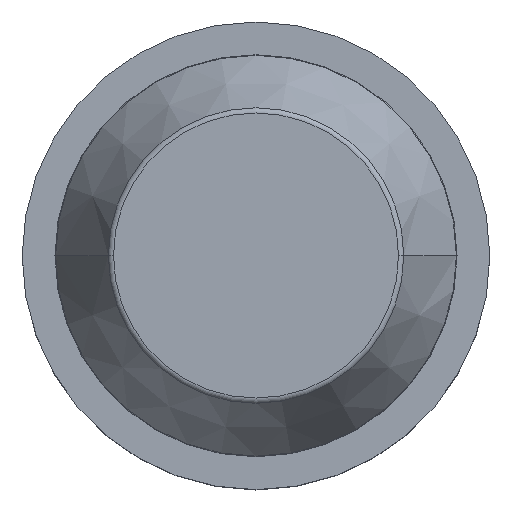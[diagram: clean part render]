
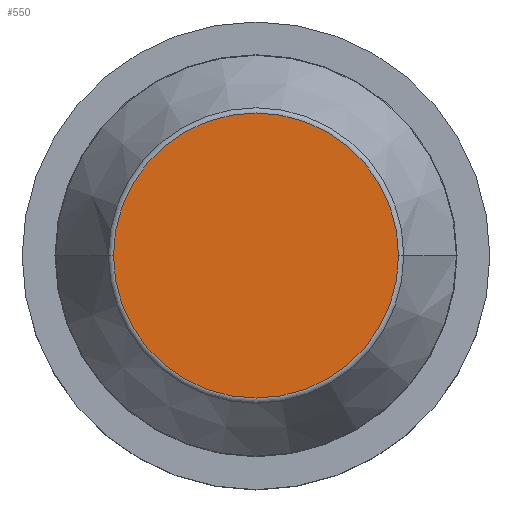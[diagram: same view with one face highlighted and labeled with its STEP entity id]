
A CAD part, top view. The second image highlights one B-rep face of the part: STEP entity #550.
In plain terms, the highlighted planar face has unit normal (0, 0, 1).
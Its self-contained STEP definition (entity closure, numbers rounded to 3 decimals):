
#188=CARTESIAN_POINT('',(0.,0.,60.));
#189=DIRECTION('',(0.,0.,1.));
#190=DIRECTION('',(-1.,0.,0.));
#191=AXIS2_PLACEMENT_3D('',#188,#189,#190);
#193=CARTESIAN_POINT('',(0.,0.,60.));
#194=DIRECTION('',(0.,0.,1.));
#195=DIRECTION('',(1.,0.,0.));
#196=AXIS2_PLACEMENT_3D('',#193,#194,#195);
#292=CARTESIAN_POINT('',(-2.438,0.,60.));
#293=CARTESIAN_POINT('',(2.438,0.,60.));
#294=VERTEX_POINT('',#292);
#295=VERTEX_POINT('',#293);
#539=CARTESIAN_POINT('',(0.,0.,60.));
#540=DIRECTION('',(0.,0.,1.));
#541=DIRECTION('',(1.,0.,0.));
#542=AXIS2_PLACEMENT_3D('',#539,#540,#541);
#543=PLANE('',#542);
#545=ORIENTED_EDGE('',*,*,#544,.F.);
#547=ORIENTED_EDGE('',*,*,#546,.F.);
#548=EDGE_LOOP('',(#545,#547));
#549=FACE_OUTER_BOUND('',#548,.F.);
#550=ADVANCED_FACE('',(#549),#543,.T.);
#192=CIRCLE('',#191,2.438);
#197=CIRCLE('',#196,2.438);
#544=EDGE_CURVE('',#294,#295,#192,.T.);
#546=EDGE_CURVE('',#295,#294,#197,.T.);
